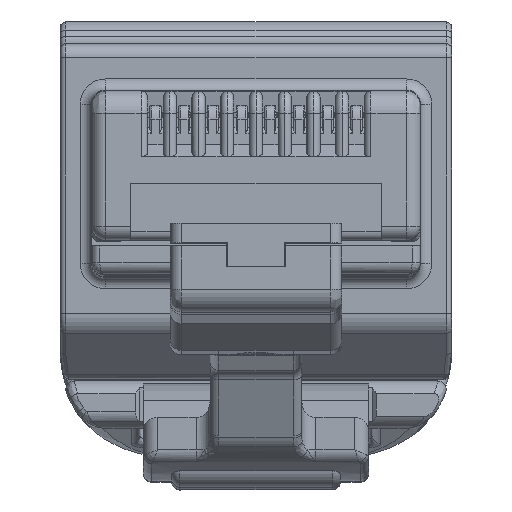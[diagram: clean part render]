
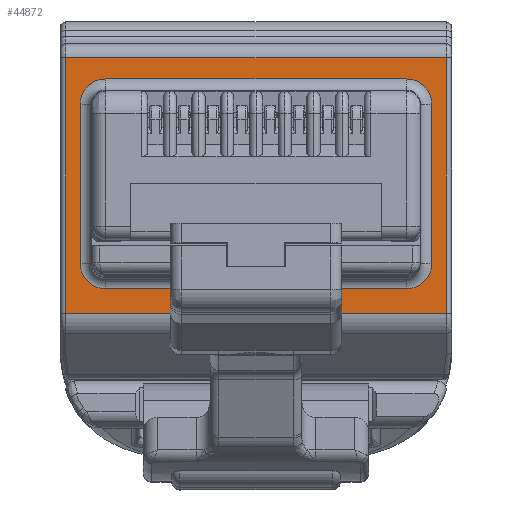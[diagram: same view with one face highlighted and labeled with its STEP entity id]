
A CAD part, top view. The second image highlights one B-rep face of the part: STEP entity #44872.
In plain terms, the highlighted planar face has unit normal (0, 0, 1).
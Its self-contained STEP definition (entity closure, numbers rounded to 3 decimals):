
#7495=DIRECTION('',(0.,-1.,0.));
#7496=VECTOR('',#7495,9.067);
#7497=CARTESIAN_POINT('',(6.75,7.8,-12.7));
#7498=LINE('',#7497,#7496);
#8052=DIRECTION('',(1.,0.,0.));
#8053=VECTOR('',#8052,13.5);
#8054=CARTESIAN_POINT('',(-6.75,7.8,-12.7));
#8055=LINE('',#8054,#8053);
#8066=CARTESIAN_POINT('',(-5.34,0.5,-12.7));
#8067=DIRECTION('',(0.,0.,-1.));
#8068=DIRECTION('',(0.,-1.,0.));
#8069=AXIS2_PLACEMENT_3D('',#8066,#8067,#8068);
#8074=CARTESIAN_POINT('',(5.34,0.5,-12.7));
#8075=DIRECTION('',(0.,0.,-1.));
#8076=DIRECTION('',(1.,0.,0.));
#8077=AXIS2_PLACEMENT_3D('',#8074,#8075,#8076);
#8082=CARTESIAN_POINT('',(5.34,6.15,-12.7));
#8083=DIRECTION('',(0.,0.,-1.));
#8084=DIRECTION('',(0.,1.,0.));
#8085=AXIS2_PLACEMENT_3D('',#8082,#8083,#8084);
#8090=CARTESIAN_POINT('',(-5.34,6.15,-12.7));
#8091=DIRECTION('',(0.,0.,-1.));
#8092=DIRECTION('',(-1.,0.,0.));
#8093=AXIS2_PLACEMENT_3D('',#8090,#8091,#8092);
#8105=DIRECTION('',(-1.,0.,0.));
#8106=VECTOR('',#8105,13.5);
#8107=CARTESIAN_POINT('',(6.75,-1.267,-12.7));
#8108=LINE('',#8107,#8106);
#10791=DIRECTION('',(0.,1.,0.));
#10792=VECTOR('',#10791,9.067);
#10793=CARTESIAN_POINT('',(-6.75,-1.267,-12.7));
#10794=LINE('',#10793,#10792);
#11446=DIRECTION('',(0.,-1.,0.));
#11447=VECTOR('',#11446,5.65);
#11448=CARTESIAN_POINT('',(-6.24,6.15,-12.7));
#11449=LINE('',#11448,#11447);
#11484=DIRECTION('',(1.,0.,0.));
#11485=VECTOR('',#11484,10.68);
#11486=CARTESIAN_POINT('',(-5.34,-0.4,-12.7));
#11487=LINE('',#11486,#11485);
#11529=DIRECTION('',(0.,1.,0.));
#11530=VECTOR('',#11529,5.65);
#11531=CARTESIAN_POINT('',(6.24,0.5,-12.7));
#11532=LINE('',#11531,#11530);
#23930=DIRECTION('',(-1.,0.,0.));
#23931=VECTOR('',#23930,10.68);
#23932=CARTESIAN_POINT('',(5.34,7.05,-12.7));
#23933=LINE('',#23932,#23931);
#33204=CARTESIAN_POINT('',(-6.24,6.15,-12.7));
#33205=CARTESIAN_POINT('',(-6.24,0.5,-12.7));
#33206=VERTEX_POINT('',#33204);
#33207=VERTEX_POINT('',#33205);
#33252=CARTESIAN_POINT('',(-6.75,-1.267,-12.7));
#33254=VERTEX_POINT('',#33252);
#35033=CARTESIAN_POINT('',(5.34,7.05,-12.7));
#35034=VERTEX_POINT('',#35033);
#35340=CARTESIAN_POINT('',(6.75,7.8,-12.7));
#35341=CARTESIAN_POINT('',(6.75,-1.267,-12.7));
#35342=VERTEX_POINT('',#35340);
#35343=VERTEX_POINT('',#35341);
#35639=CARTESIAN_POINT('',(-5.34,7.05,-12.7));
#35640=VERTEX_POINT('',#35639);
#35991=CARTESIAN_POINT('',(6.24,0.5,-12.7));
#35992=CARTESIAN_POINT('',(5.34,-0.4,-12.7));
#35993=VERTEX_POINT('',#35991);
#35994=VERTEX_POINT('',#35992);
#36013=CARTESIAN_POINT('',(-5.34,-0.4,-12.7));
#36014=VERTEX_POINT('',#36013);
#36674=CARTESIAN_POINT('',(-6.75,7.8,-12.7));
#36675=VERTEX_POINT('',#36674);
#37433=CARTESIAN_POINT('',(6.24,6.15,-12.7));
#37434=VERTEX_POINT('',#37433);
#44841=CARTESIAN_POINT('',(0.,0.,-12.7));
#44842=DIRECTION('',(0.,0.,-1.));
#44843=DIRECTION('',(0.,-1.,0.));
#44844=AXIS2_PLACEMENT_3D('',#44841,#44842,#44843);
#44845=PLANE('',#44844);
#44847=ORIENTED_EDGE('',*,*,#44846,.T.);
#44849=ORIENTED_EDGE('',*,*,#44848,.T.);
#44850=ORIENTED_EDGE('',*,*,#44832,.T.);
#44851=ORIENTED_EDGE('',*,*,#44369,.T.);
#44852=EDGE_LOOP('',(#44847,#44849,#44850,#44851));
#44853=FACE_OUTER_BOUND('',#44852,.F.);
#44855=ORIENTED_EDGE('',*,*,#44854,.T.);
#44857=ORIENTED_EDGE('',*,*,#44856,.F.);
#44859=ORIENTED_EDGE('',*,*,#44858,.T.);
#44861=ORIENTED_EDGE('',*,*,#44860,.F.);
#44863=ORIENTED_EDGE('',*,*,#44862,.T.);
#44865=ORIENTED_EDGE('',*,*,#44864,.F.);
#44867=ORIENTED_EDGE('',*,*,#44866,.T.);
#44869=ORIENTED_EDGE('',*,*,#44868,.F.);
#44870=EDGE_LOOP('',(#44855,#44857,#44859,#44861,#44863,#44865,#44867,#44869));
#44871=FACE_BOUND('',#44870,.F.);
#44872=ADVANCED_FACE('',(#44853,#44871),#44845,.F.);
#8070=CIRCLE('',#8069,0.9);
#8078=CIRCLE('',#8077,0.9);
#8086=CIRCLE('',#8085,0.9);
#8094=CIRCLE('',#8093,0.9);
#44369=EDGE_CURVE('',#35342,#35343,#7498,.T.);
#44832=EDGE_CURVE('',#36675,#35342,#8055,.T.);
#44846=EDGE_CURVE('',#35343,#33254,#8108,.T.);
#44848=EDGE_CURVE('',#33254,#36675,#10794,.T.);
#44854=EDGE_CURVE('',#33206,#33207,#11449,.T.);
#44856=EDGE_CURVE('',#36014,#33207,#8070,.T.);
#44858=EDGE_CURVE('',#36014,#35994,#11487,.T.);
#44860=EDGE_CURVE('',#35993,#35994,#8078,.T.);
#44862=EDGE_CURVE('',#35993,#37434,#11532,.T.);
#44864=EDGE_CURVE('',#35034,#37434,#8086,.T.);
#44866=EDGE_CURVE('',#35034,#35640,#23933,.T.);
#44868=EDGE_CURVE('',#33206,#35640,#8094,.T.);
